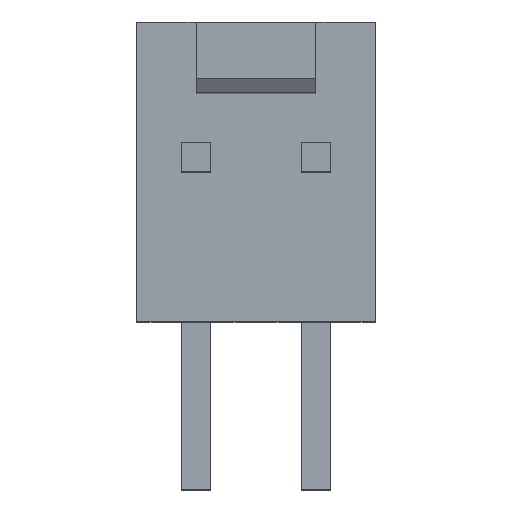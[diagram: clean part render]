
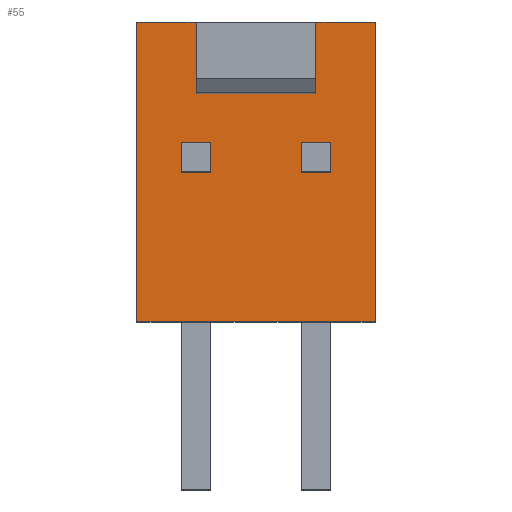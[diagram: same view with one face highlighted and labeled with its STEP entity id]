
A CAD part, top view. The second image highlights one B-rep face of the part: STEP entity #55.
In plain terms, the highlighted planar face has unit normal (0, 0, 1).
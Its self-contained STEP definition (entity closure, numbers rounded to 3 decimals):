
#55=ADVANCED_FACE('',(#120,#121,#122),#123,.T.);
#120=FACE_OUTER_BOUND('',#234,.T.);
#121=FACE_BOUND('',#235,.T.);
#122=FACE_BOUND('',#236,.T.);
#123=PLANE('',#237);
#234=EDGE_LOOP('',(#415,#416,#417,#418,#419,#420,#421,#422));
#235=EDGE_LOOP('',(#423,#424,#425,#426));
#236=EDGE_LOOP('',(#427,#428,#429,#430));
#237=AXIS2_PLACEMENT_3D('',#431,#432,#433);
#415=ORIENTED_EDGE('',*,*,#832,.F.);
#416=ORIENTED_EDGE('',*,*,#833,.F.);
#417=ORIENTED_EDGE('',*,*,#816,.F.);
#418=ORIENTED_EDGE('',*,*,#793,.T.);
#419=ORIENTED_EDGE('',*,*,#803,.T.);
#420=ORIENTED_EDGE('',*,*,#831,.F.);
#421=ORIENTED_EDGE('',*,*,#820,.F.);
#422=ORIENTED_EDGE('',*,*,#834,.T.);
#423=ORIENTED_EDGE('',*,*,#835,.T.);
#424=ORIENTED_EDGE('',*,*,#836,.F.);
#425=ORIENTED_EDGE('',*,*,#837,.F.);
#426=ORIENTED_EDGE('',*,*,#838,.T.);
#427=ORIENTED_EDGE('',*,*,#839,.T.);
#428=ORIENTED_EDGE('',*,*,#840,.F.);
#429=ORIENTED_EDGE('',*,*,#841,.F.);
#430=ORIENTED_EDGE('',*,*,#842,.T.);
#431=CARTESIAN_POINT('',(-2.54,2.87,0.0));
#432=DIRECTION('',(0.0,0.0,1.0));
#433=DIRECTION('',(1.0,0.0,0.0));
#793=EDGE_CURVE('',#944,#945,#946,.T.);
#803=EDGE_CURVE('',#945,#963,#965,.T.);
#816=EDGE_CURVE('',#944,#987,#988,.T.);
#820=EDGE_CURVE('',#993,#995,#996,.T.);
#831=EDGE_CURVE('',#995,#963,#1012,.T.);
#832=EDGE_CURVE('',#1013,#1014,#1015,.T.);
#833=EDGE_CURVE('',#987,#1013,#1016,.T.);
#834=EDGE_CURVE('',#993,#1014,#1017,.T.);
#835=EDGE_CURVE('',#1018,#1019,#1020,.T.);
#836=EDGE_CURVE('',#1021,#1019,#1022,.T.);
#837=EDGE_CURVE('',#1023,#1021,#1024,.T.);
#838=EDGE_CURVE('',#1023,#1018,#1025,.T.);
#839=EDGE_CURVE('',#1026,#1027,#1028,.T.);
#840=EDGE_CURVE('',#1029,#1027,#1030,.T.);
#841=EDGE_CURVE('',#1031,#1029,#1032,.T.);
#842=EDGE_CURVE('',#1031,#1026,#1033,.T.);
#944=VERTEX_POINT('',#1191);
#945=VERTEX_POINT('',#1192);
#946=LINE('',#1193,#1194);
#963=VERTEX_POINT('',#1219);
#965=LINE('',#1222,#1223);
#987=VERTEX_POINT('',#1257);
#988=LINE('',#1258,#1259);
#993=VERTEX_POINT('',#1266);
#995=VERTEX_POINT('',#1269);
#996=LINE('',#1270,#1271);
#1012=LINE('',#1297,#1298);
#1013=VERTEX_POINT('',#1299);
#1014=VERTEX_POINT('',#1300);
#1015=LINE('',#1301,#1302);
#1016=LINE('',#1303,#1304);
#1017=LINE('',#1305,#1306);
#1018=VERTEX_POINT('',#1307);
#1019=VERTEX_POINT('',#1308);
#1020=LINE('',#1309,#1310);
#1021=VERTEX_POINT('',#1311);
#1022=LINE('',#1312,#1313);
#1023=VERTEX_POINT('',#1314);
#1024=LINE('',#1315,#1316);
#1025=LINE('',#1317,#1318);
#1026=VERTEX_POINT('',#1319);
#1027=VERTEX_POINT('',#1320);
#1028=LINE('',#1321,#1322);
#1029=VERTEX_POINT('',#1323);
#1030=LINE('',#1324,#1325);
#1031=VERTEX_POINT('',#1326);
#1032=LINE('',#1327,#1328);
#1033=LINE('',#1329,#1330);
#1191=CARTESIAN_POINT('',(-2.54,2.87,0.0));
#1192=CARTESIAN_POINT('',(-2.54,-3.48,0.0));
#1193=CARTESIAN_POINT('',(-2.54,2.87,0.0));
#1194=VECTOR('',#1567,6.35);
#1219=CARTESIAN_POINT('',(2.54,-3.48,0.0));
#1222=CARTESIAN_POINT('',(-2.54,-3.48,0.0));
#1223=VECTOR('',#1577,5.08);
#1257=CARTESIAN_POINT('',(-1.27,2.87,0.0));
#1258=CARTESIAN_POINT('',(-2.54,2.87,0.0));
#1259=VECTOR('',#1590,1.27);
#1266=CARTESIAN_POINT('',(1.27,2.87,0.0));
#1269=CARTESIAN_POINT('',(2.54,2.87,0.0));
#1270=CARTESIAN_POINT('',(1.27,2.87,0.0));
#1271=VECTOR('',#1594,1.27);
#1297=CARTESIAN_POINT('',(2.54,2.87,0.0));
#1298=VECTOR('',#1605,6.35);
#1299=CARTESIAN_POINT('',(-1.27,2.108,0.0));
#1300=CARTESIAN_POINT('',(1.27,2.108,0.0));
#1301=CARTESIAN_POINT('',(-1.27,2.108,0.0));
#1302=VECTOR('',#1606,2.54);
#1303=CARTESIAN_POINT('',(-1.27,2.87,0.0));
#1304=VECTOR('',#1607,0.762);
#1305=CARTESIAN_POINT('',(1.27,2.87,0.0));
#1306=VECTOR('',#1608,0.762);
#1307=CARTESIAN_POINT('',(0.959,0.311,0.0));
#1308=CARTESIAN_POINT('',(1.581,0.311,0.0));
#1309=CARTESIAN_POINT('',(0.959,0.311,0.0));
#1310=VECTOR('',#1609,0.622);
#1311=CARTESIAN_POINT('',(1.581,-0.311,0.0));
#1312=CARTESIAN_POINT('',(1.581,-0.311,0.0));
#1313=VECTOR('',#1610,0.622);
#1314=CARTESIAN_POINT('',(0.959,-0.311,0.0));
#1315=CARTESIAN_POINT('',(0.959,-0.311,0.0));
#1316=VECTOR('',#1611,0.622);
#1317=CARTESIAN_POINT('',(0.959,-0.311,0.0));
#1318=VECTOR('',#1612,0.622);
#1319=CARTESIAN_POINT('',(-1.581,0.311,0.0));
#1320=CARTESIAN_POINT('',(-0.959,0.311,0.0));
#1321=CARTESIAN_POINT('',(-1.581,0.311,0.0));
#1322=VECTOR('',#1613,0.622);
#1323=CARTESIAN_POINT('',(-0.959,-0.311,0.0));
#1324=CARTESIAN_POINT('',(-0.959,-0.311,0.0));
#1325=VECTOR('',#1614,0.622);
#1326=CARTESIAN_POINT('',(-1.581,-0.311,0.0));
#1327=CARTESIAN_POINT('',(-1.581,-0.311,0.0));
#1328=VECTOR('',#1615,0.622);
#1329=CARTESIAN_POINT('',(-1.581,-0.311,0.0));
#1330=VECTOR('',#1616,0.622);
#1567=DIRECTION('',(0.0,-1.0,0.0));
#1577=DIRECTION('',(1.0,0.0,0.0));
#1590=DIRECTION('',(1.0,0.0,0.0));
#1594=DIRECTION('',(1.0,0.0,0.0));
#1605=DIRECTION('',(0.0,-1.0,0.0));
#1606=DIRECTION('',(1.0,0.0,0.0));
#1607=DIRECTION('',(0.0,-1.0,0.0));
#1608=DIRECTION('',(0.0,-1.0,0.0));
#1609=DIRECTION('',(1.0,0.0,0.0));
#1610=DIRECTION('',(0.0,1.0,0.0));
#1611=DIRECTION('',(1.0,0.0,0.0));
#1612=DIRECTION('',(0.0,1.0,0.0));
#1613=DIRECTION('',(1.0,0.0,0.0));
#1614=DIRECTION('',(0.0,1.0,0.0));
#1615=DIRECTION('',(1.0,0.0,0.0));
#1616=DIRECTION('',(0.0,1.0,0.0));
